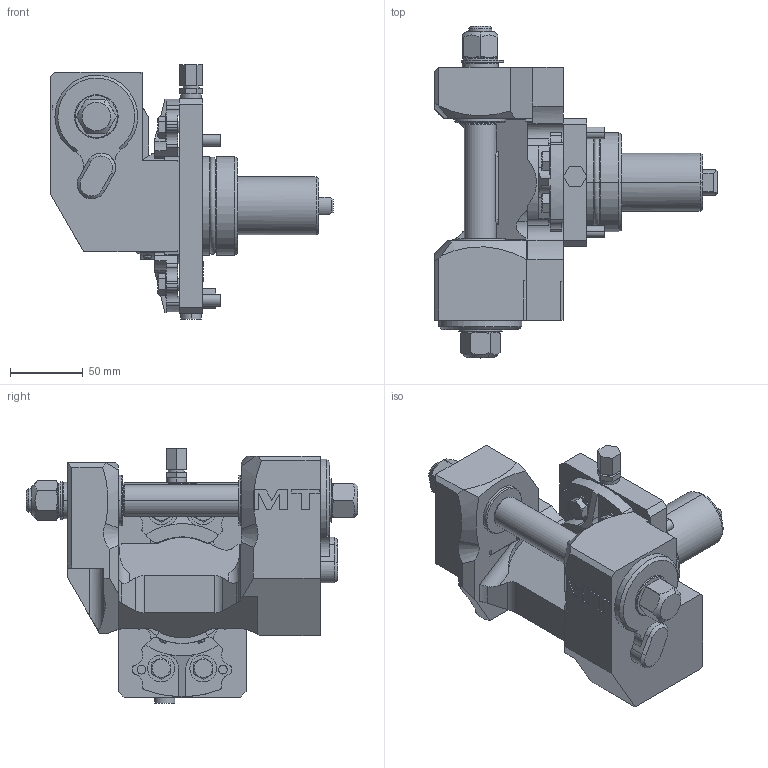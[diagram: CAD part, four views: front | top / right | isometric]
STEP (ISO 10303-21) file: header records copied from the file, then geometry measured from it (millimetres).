
FILE_DESCRIPTION((''),'2;1');
FILE_NAME('MZK0901100_CONF','2023-07-24T14:53:28',('gvalli'),('M.T. srl'),'CREO PARAMETRIC BY PTC INC, 2021072','CREO PARAMETRIC BY PTC INC, 2021072','');
FILE_SCHEMA(('CONFIG_CONTROL_DESIGN'));
Length unit declared in the file: millimetre
Products named in the file (1): MZK0901100_CONF
Bounding box: 194.72 x 228.5 x 175 mm (x, y, z)
Volume: 1442208.5 mm3; surface area: 153589.1 mm2
Topology: 1 solids, 1 shells, 538 faces, 1392 edges, 901 vertices
Faces by surface type: plane 262, cylinder 207, cone 55, torus 8, bspline 4, extrusion 2
Entity records: 19031 total; most frequent: CARTESIAN_POINT 5619, DIRECTION 2841, ORIENTED_EDGE 2784, EDGE_CURVE 1392, AXIS2_PLACEMENT_3D 1057, VERTEX_POINT 901, VECTOR 727, LINE 725
